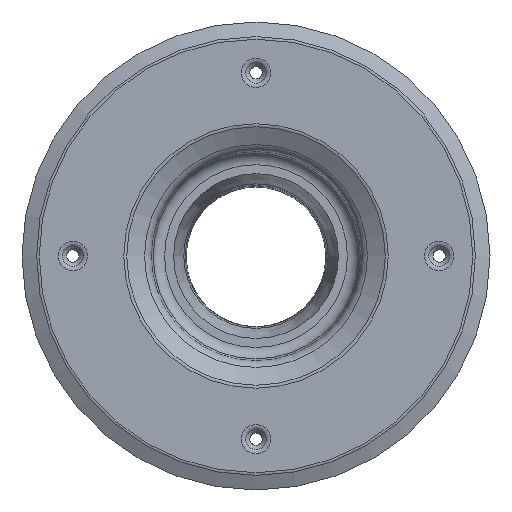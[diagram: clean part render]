
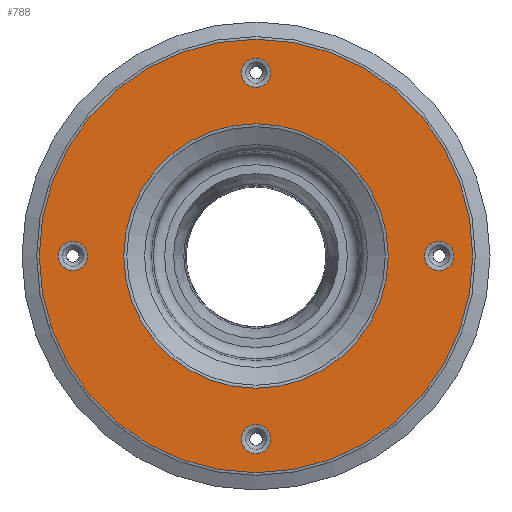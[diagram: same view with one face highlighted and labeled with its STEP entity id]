
A CAD part, top view. The second image highlights one B-rep face of the part: STEP entity #788.
In plain terms, the highlighted planar face has unit normal (0, 0, 1).
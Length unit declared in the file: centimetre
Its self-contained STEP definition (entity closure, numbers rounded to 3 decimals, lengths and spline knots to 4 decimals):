
#29=FACE_BOUND('',#149,.T.);
#30=FACE_BOUND('',#150,.T.);
#31=FACE_BOUND('',#151,.T.);
#32=FACE_BOUND('',#152,.T.);
#33=FACE_BOUND('',#153,.T.);
#41=PLANE('',#957);
#94=FACE_OUTER_BOUND('',#148,.T.);
#148=EDGE_LOOP('',(#614));
#149=EDGE_LOOP('',(#615));
#150=EDGE_LOOP('',(#616));
#151=EDGE_LOOP('',(#617));
#152=EDGE_LOOP('',(#618));
#153=EDGE_LOOP('',(#619));
#190=CIRCLE('',#887,7.182);
#200=CIRCLE('',#902,7.182);
#210=CIRCLE('',#917,7.182);
#220=CIRCLE('',#932,7.182);
#235=CIRCLE('',#955,65.);
#237=CIRCLE('',#958,106.5278);
#289=VERTEX_POINT('',#1392);
#297=VERTEX_POINT('',#1418);
#305=VERTEX_POINT('',#1444);
#313=VERTEX_POINT('',#1470);
#324=VERTEX_POINT('',#1506);
#325=VERTEX_POINT('',#1510);
#371=EDGE_CURVE('',#289,#289,#190,.T.);
#384=EDGE_CURVE('',#297,#297,#200,.T.);
#397=EDGE_CURVE('',#305,#305,#210,.T.);
#410=EDGE_CURVE('',#313,#313,#220,.T.);
#427=EDGE_CURVE('',#324,#324,#235,.T.);
#429=EDGE_CURVE('',#325,#325,#237,.T.);
#614=ORIENTED_EDGE('',*,*,#429,.F.);
#615=ORIENTED_EDGE('',*,*,#371,.T.);
#616=ORIENTED_EDGE('',*,*,#384,.T.);
#617=ORIENTED_EDGE('',*,*,#397,.T.);
#618=ORIENTED_EDGE('',*,*,#410,.T.);
#619=ORIENTED_EDGE('',*,*,#427,.T.);
#788=ADVANCED_FACE('',(#94,#29,#30,#31,#32,#33),#41,.T.);
#887=AXIS2_PLACEMENT_3D('',#1393,#1061,#1062);
#902=AXIS2_PLACEMENT_3D('',#1419,#1094,#1095);
#917=AXIS2_PLACEMENT_3D('',#1445,#1127,#1128);
#932=AXIS2_PLACEMENT_3D('',#1471,#1160,#1161);
#955=AXIS2_PLACEMENT_3D('',#1507,#1208,#1209);
#957=AXIS2_PLACEMENT_3D('',#1509,#1212,#1213);
#958=AXIS2_PLACEMENT_3D('',#1511,#1214,#1215);
#1061=DIRECTION('center_axis',(0.,0.,-1.));
#1062=DIRECTION('ref_axis',(0.,-1.,0.));
#1094=DIRECTION('center_axis',(0.,0.,-1.));
#1095=DIRECTION('ref_axis',(-1.,0.,0.));
#1127=DIRECTION('center_axis',(0.,0.,-1.));
#1128=DIRECTION('ref_axis',(0.,1.,0.));
#1160=DIRECTION('center_axis',(0.,0.,-1.));
#1161=DIRECTION('ref_axis',(1.,0.,0.));
#1208=DIRECTION('center_axis',(0.,0.,-1.));
#1209=DIRECTION('ref_axis',(1.,0.,0.));
#1212=DIRECTION('center_axis',(0.,0.,1.));
#1213=DIRECTION('ref_axis',(0.,-1.,0.));
#1214=DIRECTION('center_axis',(0.,0.,-1.));
#1215=DIRECTION('ref_axis',(1.,0.,0.));
#1392=CARTESIAN_POINT('',(-7.182,-90.,250.));
#1393=CARTESIAN_POINT('Origin',(0.,-90.,250.));
#1418=CARTESIAN_POINT('',(-90.,7.182,250.));
#1419=CARTESIAN_POINT('Origin',(-90.,0.,
250.));
#1444=CARTESIAN_POINT('',(7.182,90.,250.));
#1445=CARTESIAN_POINT('Origin',(0.,90.,250.));
#1470=CARTESIAN_POINT('',(90.,-7.182,250.));
#1471=CARTESIAN_POINT('Origin',(90.,0.,250.));
#1506=CARTESIAN_POINT('',(0.,-65.,250.));
#1507=CARTESIAN_POINT('Origin',(0.,0.,
250.));
#1509=CARTESIAN_POINT('Origin',(106.5278,0.,250.));
#1510=CARTESIAN_POINT('',(0.,-106.5278,250.));
#1511=CARTESIAN_POINT('Origin',(0.,0.,
250.));
